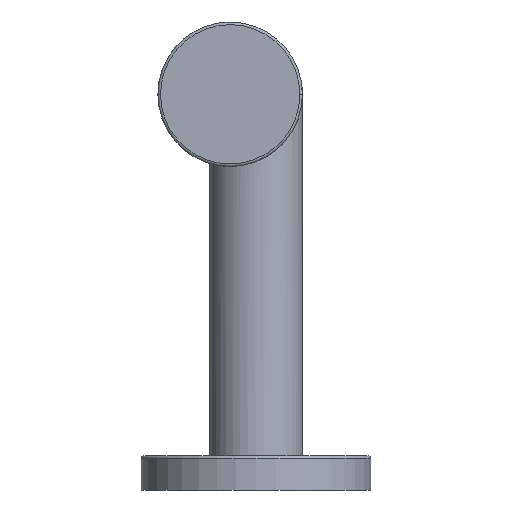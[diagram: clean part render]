
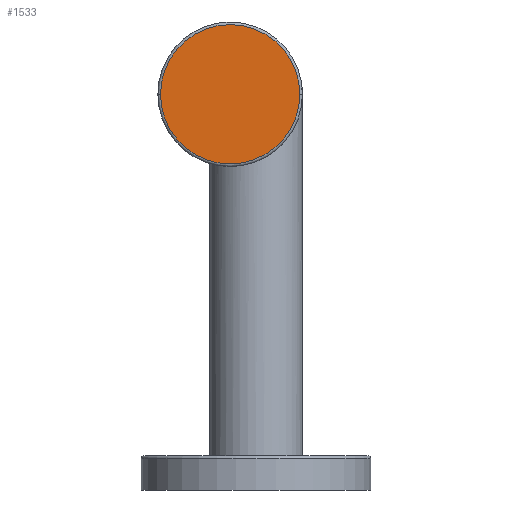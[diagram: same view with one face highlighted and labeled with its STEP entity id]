
A CAD part, left-side view. The second image highlights one B-rep face of the part: STEP entity #1533.
In plain terms, the highlighted planar face has unit normal (-1, 0, 0).
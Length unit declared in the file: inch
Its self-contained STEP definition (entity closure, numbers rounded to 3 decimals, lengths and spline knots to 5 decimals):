
#410=CARTESIAN_POINT('',(-5.1351,0.197,2.7559));
#411=DIRECTION('',(-1.,0.,0.));
#412=DIRECTION('',(0.,-1.,0.));
#413=AXIS2_PLACEMENT_3D('',#410,#411,#412);
#418=CARTESIAN_POINT('',(-5.1351,0.197,2.7559));
#419=DIRECTION('',(-1.,0.,0.));
#420=DIRECTION('',(0.,1.,0.));
#421=AXIS2_PLACEMENT_3D('',#418,#419,#420);
#1363=CARTESIAN_POINT('',(-5.1351,-0.334,2.7559));
#1364=CARTESIAN_POINT('',(-5.1351,0.728,2.7559));
#1365=VERTEX_POINT('',#1363);
#1366=VERTEX_POINT('',#1364);
#1523=CARTESIAN_POINT('',(-5.1351,0.197,2.7559));
#1524=DIRECTION('',(1.,0.,0.));
#1525=DIRECTION('',(0.,1.,0.));
#1526=AXIS2_PLACEMENT_3D('',#1523,#1524,#1525);
#1527=PLANE('',#1526);
#1528=ORIENTED_EDGE('',*,*,#1513,.F.);
#1530=ORIENTED_EDGE('',*,*,#1529,.F.);
#1531=EDGE_LOOP('',(#1528,#1530));
#1532=FACE_OUTER_BOUND('',#1531,.F.);
#414=CIRCLE('',#413,0.531);
#422=CIRCLE('',#421,0.531);
#1513=EDGE_CURVE('',#1365,#1366,#414,.T.);
#1529=EDGE_CURVE('',#1366,#1365,#422,.T.);
#1533=ADVANCED_FACE('',(#1532),#1527,.F.);
